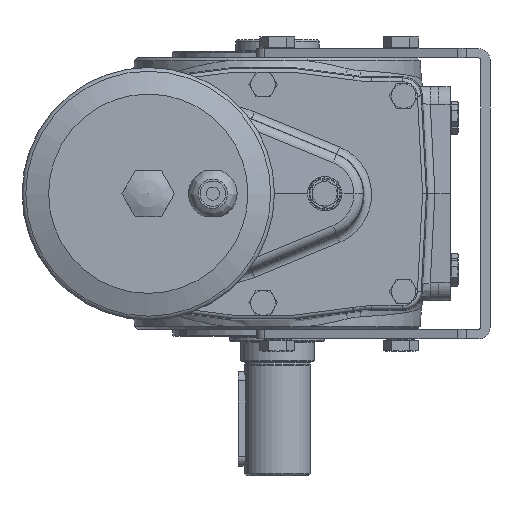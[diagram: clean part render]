
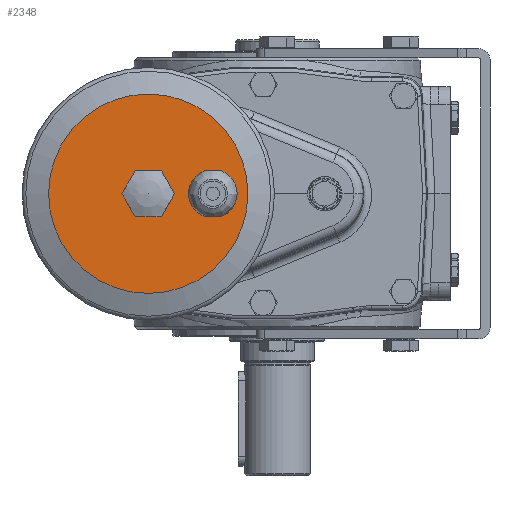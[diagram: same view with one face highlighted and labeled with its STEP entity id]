
A CAD part, left-side view. The second image highlights one B-rep face of the part: STEP entity #2348.
In plain terms, the highlighted planar face has unit normal (-1, 0, 0).
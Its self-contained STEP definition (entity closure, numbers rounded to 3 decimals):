
#2348 = ADVANCED_FACE( '', ( #5329, #5330, #5331 ), #5332, .T. );
#5329 = FACE_BOUND( '', #14916, .T. );
#5330 = FACE_OUTER_BOUND( '', #14917, .T. );
#5331 = FACE_BOUND( '', #14918, .T. );
#5332 = PLANE( '', #14919 );
#14916 = EDGE_LOOP( '', ( #24993, #24994, #24995, #24996 ) );
#14917 = EDGE_LOOP( '', ( #24997 ) );
#14918 = EDGE_LOOP( '', ( #24998, #24999, #25000, #25001, #25002, #25003 ) );
#14919 = AXIS2_PLACEMENT_3D( '', #25004, #25005, #25006 );
#24993 = ORIENTED_EDGE( '', *, *, #30000, .F. );
#24994 = ORIENTED_EDGE( '', *, *, #28376, .F. );
#24995 = ORIENTED_EDGE( '', *, *, #30413, .F. );
#24996 = ORIENTED_EDGE( '', *, *, #28589, .T. );
#24997 = ORIENTED_EDGE( '', *, *, #30168, .T. );
#24998 = ORIENTED_EDGE( '', *, *, #30494, .T. );
#24999 = ORIENTED_EDGE( '', *, *, #30495, .T. );
#25000 = ORIENTED_EDGE( '', *, *, #30005, .T. );
#25001 = ORIENTED_EDGE( '', *, *, #30496, .T. );
#25002 = ORIENTED_EDGE( '', *, *, #30306, .T. );
#25003 = ORIENTED_EDGE( '', *, *, #29840, .T. );
#25004 = CARTESIAN_POINT( '', ( -527.5, 15.5, 0. ) );
#25005 = DIRECTION( '', ( -1., 0., 0. ) );
#25006 = DIRECTION( '', ( 0., -1., 0. ) );
#28376 = EDGE_CURVE( '', #31664, #31667, #31668, .T. );
#28589 = EDGE_CURVE( '', #32031, #32029, #32032, .T. );
#29840 = EDGE_CURVE( '', #33973, #33975, #33977, .T. );
#30000 = EDGE_CURVE( '', #31667, #32029, #34197, .T. );
#30005 = EDGE_CURVE( '', #34200, #34202, #34204, .T. );
#30168 = EDGE_CURVE( '', #34423, #34423, #34424, .T. );
#30306 = EDGE_CURVE( '', #34599, #33973, #34601, .T. );
#30413 = EDGE_CURVE( '', #32031, #31664, #34740, .T. );
#30494 = EDGE_CURVE( '', #33975, #34848, #34849, .T. );
#30495 = EDGE_CURVE( '', #34848, #34200, #34850, .T. );
#30496 = EDGE_CURVE( '', #34202, #34599, #34851, .T. );
#31664 = VERTEX_POINT( '', #37022 );
#31667 = VERTEX_POINT( '', #37026 );
#31668 = LINE( '', #37027, #37028 );
#32029 = VERTEX_POINT( '', #37968 );
#32031 = VERTEX_POINT( '', #37971 );
#32032 = LINE( '', #37972, #37973 );
#33973 = VERTEX_POINT( '', #42354 );
#33975 = VERTEX_POINT( '', #42357 );
#33977 = LINE( '', #42360, #42361 );
#34197 = CIRCLE( '', #43128, 12.8 );
#34200 = VERTEX_POINT( '', #43131 );
#34202 = VERTEX_POINT( '', #43134 );
#34204 = LINE( '', #43137, #43138 );
#34423 = VERTEX_POINT( '', #43807 );
#34424 = CIRCLE( '', #43808, 52.5 );
#34599 = VERTEX_POINT( '', #44243 );
#34601 = LINE( '', #44246, #44247 );
#34740 = CIRCLE( '', #44479, 12.8 );
#34848 = VERTEX_POINT( '', #44693 );
#34849 = LINE( '', #44694, #44695 );
#34850 = LINE( '', #44696, #44697 );
#34851 = LINE( '', #44698, #44699 );
#37022 = CARTESIAN_POINT( '', ( -527.5, 29.546, 12. ) );
#37026 = CARTESIAN_POINT( '', ( -527.5, 38.454, 12. ) );
#37027 = CARTESIAN_POINT( '', ( -527.5, 29.546, 12. ) );
#37028 = VECTOR( '', #46503, 1000. );
#37968 = CARTESIAN_POINT( '', ( -527.5, 38.454, -12. ) );
#37971 = CARTESIAN_POINT( '', ( -527.5, 29.546, -12. ) );
#37972 = CARTESIAN_POINT( '', ( -527.5, 29.546, -12. ) );
#37973 = VECTOR( '', #46720, 1000. );
#42354 = CARTESIAN_POINT( '', ( -527.5, 61.072, -12. ) );
#42357 = CARTESIAN_POINT( '', ( -527.5, 74.928, -12. ) );
#42360 = CARTESIAN_POINT( '', ( -527.5, 61.072, -12. ) );
#42361 = VECTOR( '', #48199, 1000. );
#43128 = AXIS2_PLACEMENT_3D( '', #48344, #48345, #48346 );
#43131 = CARTESIAN_POINT( '', ( -527.5, 74.928, 12. ) );
#43134 = CARTESIAN_POINT( '', ( -527.5, 61.072, 12. ) );
#43137 = CARTESIAN_POINT( '', ( -527.5, 74.928, 12. ) );
#43138 = VECTOR( '', #48349, 1000. );
#43807 = CARTESIAN_POINT( '', ( -527.5, 15.5, 0. ) );
#43808 = AXIS2_PLACEMENT_3D( '', #48518, #48519, #48520 );
#44243 = CARTESIAN_POINT( '', ( -527.5, 54.144, 0. ) );
#44246 = CARTESIAN_POINT( '', ( -527.5, 54.144, 0. ) );
#44247 = VECTOR( '', #48646, 1000. );
#44479 = AXIS2_PLACEMENT_3D( '', #48761, #48762, #48763 );
#44693 = CARTESIAN_POINT( '', ( -527.5, 81.856, 0. ) );
#44694 = CARTESIAN_POINT( '', ( -527.5, 74.928, -12. ) );
#44695 = VECTOR( '', #48843, 1000. );
#44696 = CARTESIAN_POINT( '', ( -527.5, 81.856, 0. ) );
#44697 = VECTOR( '', #48844, 1000. );
#44698 = CARTESIAN_POINT( '', ( -527.5, 61.072, 12. ) );
#44699 = VECTOR( '', #48845, 1000. );
#46503 = DIRECTION( '', ( 0., 1., 0. ) );
#46720 = DIRECTION( '', ( 0., 1., 0. ) );
#48199 = DIRECTION( '', ( 0., 1., 0. ) );
#48344 = CARTESIAN_POINT( '', ( -527.5, 34., 0. ) );
#48345 = DIRECTION( '', ( -1., 0., 0. ) );
#48346 = DIRECTION( '', ( 0., -1., 0. ) );
#48349 = DIRECTION( '', ( 0., -1., 0. ) );
#48518 = CARTESIAN_POINT( '', ( -527.5, 68., 0. ) );
#48519 = DIRECTION( '', ( -1., 0., 0. ) );
#48520 = DIRECTION( '', ( 0., -1., 0. ) );
#48646 = DIRECTION( '', ( 0., 0.5, -0.866 ) );
#48761 = CARTESIAN_POINT( '', ( -527.5, 34., 0. ) );
#48762 = DIRECTION( '', ( -1., 0., 0. ) );
#48763 = DIRECTION( '', ( 0., -1., 0. ) );
#48843 = DIRECTION( '', ( 0., 0.5, 0.866 ) );
#48844 = DIRECTION( '', ( 0., -0.5, 0.866 ) );
#48845 = DIRECTION( '', ( 0., -0.5, -0.866 ) );
